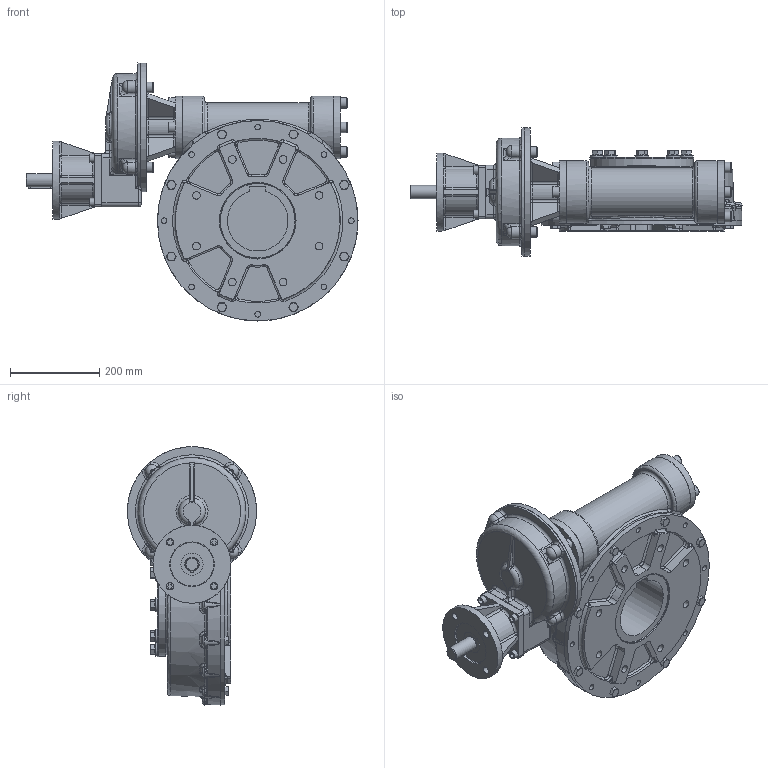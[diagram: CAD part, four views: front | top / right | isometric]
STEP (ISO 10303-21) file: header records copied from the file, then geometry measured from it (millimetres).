
FILE_DESCRIPTION(/* description */ ('Unknown'),/* implementation_level */ '2;1');
FILE_NAME(/* name */ 'PUB-MTW7IRS-F14-F30',/* time_stamp */ '2015-12-09T13:52:26+00:00',/* author */ ('Unknown'),/* organization */ ('Unknown'),/* preprocessor_version */ 'ST-DEVELOPER v16',/* originating_system */ 'DEX',/* authorisation */ $);
FILE_SCHEMA (('AUTOMOTIVE_DESIGN {1 0 10303 214 3 1 1}'));
Products named in the file (1): PUB-MTW7IRS-F14-F30
Bounding box: 745.25 x 289.28 x 579.19 mm (x, y, z)
Surface area: 1256344.2 mm2 (no closed solid volume)
Topology: 0 solids, 55 shells, 1159 faces, 3018 edges, 1814 vertices
Faces by surface type: plane 380, cylinder 245, bspline 195, torus 158, cone 143, sphere 38
Full cylindrical faces by diameter (mm): 12.5 x8, 16.5 x4, 17.294 x8, 18 x4, 24 x12, 30 x1, 32 x8, 50 x1, 100 x1, 140 x2, 170 x2, 175 x1, 230 x1, 230.25 x1, 235 x1, 251.5 x1, 289 x1, 450 x1
Entity records: 57384 total; most frequent: CARTESIAN_POINT 30546, ORIENTED_EDGE 5245, DIRECTION 5067, EDGE_CURVE 2825, AXIS2_PLACEMENT_3D 2138, VERTEX_POINT 1786, EDGE_LOOP 1367, FACE_BOUND 1367
